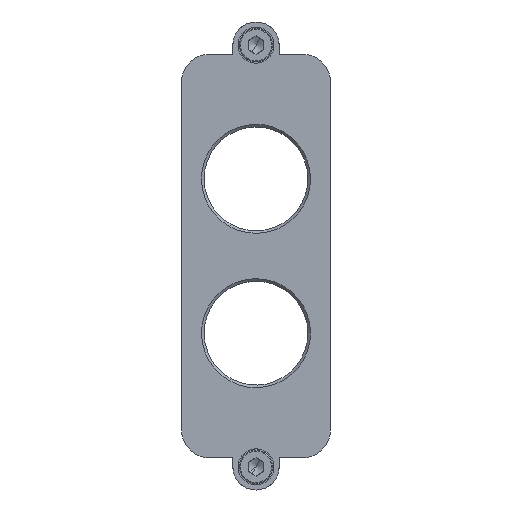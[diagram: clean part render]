
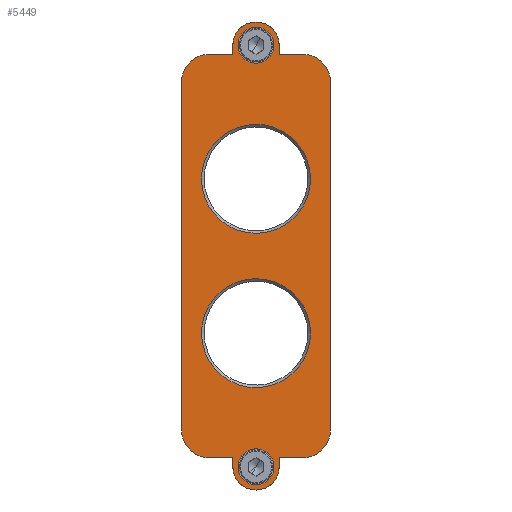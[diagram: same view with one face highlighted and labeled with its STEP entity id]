
A CAD part, top view. The second image highlights one B-rep face of the part: STEP entity #5449.
In plain terms, the highlighted planar face has unit normal (0, 0, 1).
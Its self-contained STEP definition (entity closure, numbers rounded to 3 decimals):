
#38=AXIS2_PLACEMENT_3D('Circle Axis2P3D',#36,#37,$) ;
#73=AXIS2_PLACEMENT_3D('Circle Axis2P3D',#71,#72,$) ;
#3102=AXIS2_PLACEMENT_3D('Circle Axis2P3D',#3100,#3101,$) ;
#3150=AXIS2_PLACEMENT_3D('Circle Axis2P3D',#3148,#3149,$) ;
#3224=AXIS2_PLACEMENT_3D('Circle Axis2P3D',#3222,#3223,$) ;
#3272=AXIS2_PLACEMENT_3D('Circle Axis2P3D',#3270,#3271,$) ;
#3392=AXIS2_PLACEMENT_3D('Circle Axis2P3D',#3390,#3391,$) ;
#3427=AXIS2_PLACEMENT_3D('Circle Axis2P3D',#3425,#3426,$) ;
#3462=AXIS2_PLACEMENT_3D('Circle Axis2P3D',#3460,#3461,$) ;
#3484=AXIS2_PLACEMENT_3D('Circle Axis2P3D',#3482,#3483,$) ;
#3519=AXIS2_PLACEMENT_3D('Circle Axis2P3D',#3517,#3518,$) ;
#3541=AXIS2_PLACEMENT_3D('Circle Axis2P3D',#3539,#3540,$) ;
#3576=AXIS2_PLACEMENT_3D('Circle Axis2P3D',#3574,#3575,$) ;
#4293=AXIS2_PLACEMENT_3D('Circle Axis2P3D',#4291,#4292,$) ;
#5413=AXIS2_PLACEMENT_3D('Plane Axis2P3D',#5410,#5411,#5412) ;
#36=CARTESIAN_POINT('Axis2P3D Location',(29.,61.,105.)) ;
#40=CARTESIAN_POINT('Vertex',(39.159,79.596,105.)) ;
#42=CARTESIAN_POINT('Vertex',(18.841,42.404,105.)) ;
#71=CARTESIAN_POINT('Axis2P3D Location',(29.,61.,105.)) ;
#3033=CARTESIAN_POINT('Vertex',(38.,173.,105.)) ;
#3038=CARTESIAN_POINT('Line Origine',(38.,171.25,105.)) ;
#3042=CARTESIAN_POINT('Vertex',(38.,169.5,105.)) ;
#3076=CARTESIAN_POINT('Line Origine',(42.5,169.5,105.)) ;
#3080=CARTESIAN_POINT('Vertex',(47.,169.5,105.)) ;
#3100=CARTESIAN_POINT('Axis2P3D Location',(47.,158.5,105.)) ;
#3104=CARTESIAN_POINT('Vertex',(58.,158.5,105.)) ;
#3124=CARTESIAN_POINT('Line Origine',(58.,91.,105.)) ;
#3128=CARTESIAN_POINT('Vertex',(58.,23.5,105.)) ;
#3148=CARTESIAN_POINT('Axis2P3D Location',(47.,23.5,105.)) ;
#3152=CARTESIAN_POINT('Vertex',(47.,12.5,105.)) ;
#3172=CARTESIAN_POINT('Line Origine',(42.5,12.5,105.)) ;
#3176=CARTESIAN_POINT('Vertex',(38.,12.5,105.)) ;
#3191=CARTESIAN_POINT('Line Origine',(15.5,12.5,105.)) ;
#3195=CARTESIAN_POINT('Vertex',(20.,12.5,105.)) ;
#3197=CARTESIAN_POINT('Vertex',(11.,12.5,105.)) ;
#3222=CARTESIAN_POINT('Axis2P3D Location',(11.,23.5,105.)) ;
#3226=CARTESIAN_POINT('Vertex',(0.,23.5,105.)) ;
#3246=CARTESIAN_POINT('Line Origine',(0.,91.,105.)) ;
#3250=CARTESIAN_POINT('Vertex',(0.,158.5,105.)) ;
#3270=CARTESIAN_POINT('Axis2P3D Location',(11.,158.5,105.)) ;
#3274=CARTESIAN_POINT('Vertex',(11.,169.5,105.)) ;
#3289=CARTESIAN_POINT('Line Origine',(15.5,169.5,105.)) ;
#3293=CARTESIAN_POINT('Vertex',(20.,169.5,105.)) ;
#3320=CARTESIAN_POINT('Line Origine',(20.,171.25,105.)) ;
#3324=CARTESIAN_POINT('Vertex',(20.,173.,105.)) ;
#3387=CARTESIAN_POINT('Vertex',(38.,9.,105.)) ;
#3390=CARTESIAN_POINT('Axis2P3D Location',(29.,9.,105.)) ;
#3394=CARTESIAN_POINT('Vertex',(20.,9.,105.)) ;
#3425=CARTESIAN_POINT('Axis2P3D Location',(29.,121.,105.)) ;
#3429=CARTESIAN_POINT('Vertex',(39.159,139.596,105.)) ;
#3431=CARTESIAN_POINT('Vertex',(18.841,102.404,105.)) ;
#3460=CARTESIAN_POINT('Axis2P3D Location',(29.,121.,105.)) ;
#3482=CARTESIAN_POINT('Axis2P3D Location',(29.,9.,105.)) ;
#3486=CARTESIAN_POINT('Vertex',(32.356,15.143,105.)) ;
#3488=CARTESIAN_POINT('Vertex',(25.644,2.857,105.)) ;
#3517=CARTESIAN_POINT('Axis2P3D Location',(29.,9.,105.)) ;
#3539=CARTESIAN_POINT('Axis2P3D Location',(29.,173.,105.)) ;
#3543=CARTESIAN_POINT('Vertex',(25.644,166.857,105.)) ;
#3545=CARTESIAN_POINT('Vertex',(32.356,179.143,105.)) ;
#3574=CARTESIAN_POINT('Axis2P3D Location',(29.,173.,105.)) ;
#4291=CARTESIAN_POINT('Axis2P3D Location',(29.,173.,105.)) ;
#4405=CARTESIAN_POINT('Line Origine',(20.,10.75,105.)) ;
#4495=CARTESIAN_POINT('Line Origine',(38.,10.75,105.)) ;
#5410=CARTESIAN_POINT('Axis2P3D Location',(29.,91.,105.)) ;
#37=DIRECTION('Axis2P3D Direction',(0.,0.,1.)) ;
#72=DIRECTION('Axis2P3D Direction',(0.,0.,1.)) ;
#3039=DIRECTION('Vector Direction',(0.,1.,0.)) ;
#3077=DIRECTION('Vector Direction',(1.,0.,0.)) ;
#3101=DIRECTION('Axis2P3D Direction',(0.,0.,-1.)) ;
#3125=DIRECTION('Vector Direction',(0.,1.,0.)) ;
#3149=DIRECTION('Axis2P3D Direction',(0.,0.,-1.)) ;
#3173=DIRECTION('Vector Direction',(-1.,0.,0.)) ;
#3192=DIRECTION('Vector Direction',(-1.,0.,0.)) ;
#3223=DIRECTION('Axis2P3D Direction',(0.,0.,-1.)) ;
#3247=DIRECTION('Vector Direction',(0.,-1.,0.)) ;
#3271=DIRECTION('Axis2P3D Direction',(0.,0.,-1.)) ;
#3290=DIRECTION('Vector Direction',(1.,0.,0.)) ;
#3321=DIRECTION('Vector Direction',(0.,-1.,0.)) ;
#3391=DIRECTION('Axis2P3D Direction',(0.,0.,-1.)) ;
#3426=DIRECTION('Axis2P3D Direction',(0.,0.,1.)) ;
#3461=DIRECTION('Axis2P3D Direction',(0.,0.,1.)) ;
#3483=DIRECTION('Axis2P3D Direction',(0.,0.,-1.)) ;
#3518=DIRECTION('Axis2P3D Direction',(0.,0.,-1.)) ;
#3540=DIRECTION('Axis2P3D Direction',(0.,0.,-1.)) ;
#3575=DIRECTION('Axis2P3D Direction',(0.,0.,-1.)) ;
#4292=DIRECTION('Axis2P3D Direction',(0.,0.,-1.)) ;
#4406=DIRECTION('Vector Direction',(0.,1.,0.)) ;
#4496=DIRECTION('Vector Direction',(0.,-1.,0.)) ;
#5411=DIRECTION('Axis2P3D Direction',(0.,0.,-1.)) ;
#5412=DIRECTION('Axis2P3D XDirection',(0.,1.,0.)) ;
#3040=VECTOR('Line Direction',#3039,1.) ;
#3078=VECTOR('Line Direction',#3077,1.) ;
#3126=VECTOR('Line Direction',#3125,1.) ;
#3174=VECTOR('Line Direction',#3173,1.) ;
#3193=VECTOR('Line Direction',#3192,1.) ;
#3248=VECTOR('Line Direction',#3247,1.) ;
#3291=VECTOR('Line Direction',#3290,1.) ;
#3322=VECTOR('Line Direction',#3321,1.) ;
#4407=VECTOR('Line Direction',#4406,1.) ;
#4497=VECTOR('Line Direction',#4496,1.) ;
#5416=ORIENTED_EDGE('',*,*,#4409,.T.) ;
#5417=ORIENTED_EDGE('',*,*,#3396,.T.) ;
#5418=ORIENTED_EDGE('',*,*,#4499,.T.) ;
#5419=ORIENTED_EDGE('',*,*,#3178,.F.) ;
#5420=ORIENTED_EDGE('',*,*,#3154,.F.) ;
#5421=ORIENTED_EDGE('',*,*,#3130,.F.) ;
#5422=ORIENTED_EDGE('',*,*,#3106,.F.) ;
#5423=ORIENTED_EDGE('',*,*,#3082,.F.) ;
#5424=ORIENTED_EDGE('',*,*,#3044,.F.) ;
#5425=ORIENTED_EDGE('',*,*,#4295,.F.) ;
#5426=ORIENTED_EDGE('',*,*,#3326,.F.) ;
#5427=ORIENTED_EDGE('',*,*,#3295,.F.) ;
#5428=ORIENTED_EDGE('',*,*,#3276,.F.) ;
#5429=ORIENTED_EDGE('',*,*,#3252,.F.) ;
#5430=ORIENTED_EDGE('',*,*,#3228,.F.) ;
#5431=ORIENTED_EDGE('',*,*,#3199,.F.) ;
#5434=ORIENTED_EDGE('',*,*,#44,.T.) ;
#5435=ORIENTED_EDGE('',*,*,#75,.T.) ;
#5438=ORIENTED_EDGE('',*,*,#3464,.T.) ;
#5439=ORIENTED_EDGE('',*,*,#3433,.T.) ;
#5442=ORIENTED_EDGE('',*,*,#3490,.T.) ;
#5443=ORIENTED_EDGE('',*,*,#3521,.T.) ;
#5446=ORIENTED_EDGE('',*,*,#3547,.T.) ;
#5447=ORIENTED_EDGE('',*,*,#3578,.T.) ;
#5436=FACE_BOUND('',#5433,.T.) ;
#5440=FACE_BOUND('',#5437,.T.) ;
#5444=FACE_BOUND('',#5441,.T.) ;
#5448=FACE_BOUND('',#5445,.T.) ;
#5449=ADVANCED_FACE('Hauptk\X2\00F6\X0\rper',(#5432,#5436,#5440,#5444,#5448),#5414,.F.) ;
#39=CIRCLE('generated circle',#38,21.19) ;
#74=CIRCLE('generated circle',#73,21.19) ;
#3103=CIRCLE('generated circle',#3102,11.) ;
#3151=CIRCLE('generated circle',#3150,11.) ;
#3225=CIRCLE('generated circle',#3224,11.) ;
#3273=CIRCLE('generated circle',#3272,11.) ;
#3393=CIRCLE('generated circle',#3392,9.) ;
#3428=CIRCLE('generated circle',#3427,21.19) ;
#3463=CIRCLE('generated circle',#3462,21.19) ;
#3485=CIRCLE('generated circle',#3484,7.) ;
#3520=CIRCLE('generated circle',#3519,7.) ;
#3542=CIRCLE('generated circle',#3541,7.) ;
#3577=CIRCLE('generated circle',#3576,7.) ;
#4294=CIRCLE('generated circle',#4293,9.) ;
#44=EDGE_CURVE('',#41,#43,#39,.F.) ;
#75=EDGE_CURVE('',#43,#41,#74,.F.) ;
#3044=EDGE_CURVE('',#3034,#3043,#3041,.F.) ;
#3082=EDGE_CURVE('',#3043,#3081,#3079,.T.) ;
#3106=EDGE_CURVE('',#3081,#3105,#3103,.T.) ;
#3130=EDGE_CURVE('',#3105,#3129,#3127,.F.) ;
#3154=EDGE_CURVE('',#3129,#3153,#3151,.T.) ;
#3178=EDGE_CURVE('',#3153,#3177,#3175,.T.) ;
#3199=EDGE_CURVE('',#3196,#3198,#3194,.T.) ;
#3228=EDGE_CURVE('',#3198,#3227,#3225,.T.) ;
#3252=EDGE_CURVE('',#3227,#3251,#3249,.F.) ;
#3276=EDGE_CURVE('',#3251,#3275,#3273,.T.) ;
#3295=EDGE_CURVE('',#3275,#3294,#3292,.T.) ;
#3326=EDGE_CURVE('',#3294,#3325,#3323,.F.) ;
#3396=EDGE_CURVE('',#3395,#3388,#3393,.F.) ;
#3433=EDGE_CURVE('',#3430,#3432,#3428,.F.) ;
#3464=EDGE_CURVE('',#3432,#3430,#3463,.F.) ;
#3490=EDGE_CURVE('',#3487,#3489,#3485,.T.) ;
#3521=EDGE_CURVE('',#3489,#3487,#3520,.T.) ;
#3547=EDGE_CURVE('',#3544,#3546,#3542,.T.) ;
#3578=EDGE_CURVE('',#3546,#3544,#3577,.T.) ;
#4295=EDGE_CURVE('',#3325,#3034,#4294,.T.) ;
#4409=EDGE_CURVE('',#3196,#3395,#4408,.F.) ;
#4499=EDGE_CURVE('',#3388,#3177,#4498,.F.) ;
#5415=EDGE_LOOP('',(#5416,#5417,#5418,#5419,#5420,#5421,#5422,#5423,#5424,#5425,#5426,#5427,#5428,#5429,#5430,#5431)) ;
#5433=EDGE_LOOP('',(#5434,#5435)) ;
#5437=EDGE_LOOP('',(#5438,#5439)) ;
#5441=EDGE_LOOP('',(#5442,#5443)) ;
#5445=EDGE_LOOP('',(#5446,#5447)) ;
#5432=FACE_OUTER_BOUND('',#5415,.T.) ;
#3041=LINE('Line',#3038,#3040) ;
#3079=LINE('Line',#3076,#3078) ;
#3127=LINE('Line',#3124,#3126) ;
#3175=LINE('Line',#3172,#3174) ;
#3194=LINE('Line',#3191,#3193) ;
#3249=LINE('Line',#3246,#3248) ;
#3292=LINE('Line',#3289,#3291) ;
#3323=LINE('Line',#3320,#3322) ;
#4408=LINE('Line',#4405,#4407) ;
#4498=LINE('Line',#4495,#4497) ;
#5414=PLANE('',#5413) ;
#41=VERTEX_POINT('',#40) ;
#43=VERTEX_POINT('',#42) ;
#3034=VERTEX_POINT('',#3033) ;
#3043=VERTEX_POINT('',#3042) ;
#3081=VERTEX_POINT('',#3080) ;
#3105=VERTEX_POINT('',#3104) ;
#3129=VERTEX_POINT('',#3128) ;
#3153=VERTEX_POINT('',#3152) ;
#3177=VERTEX_POINT('',#3176) ;
#3196=VERTEX_POINT('',#3195) ;
#3198=VERTEX_POINT('',#3197) ;
#3227=VERTEX_POINT('',#3226) ;
#3251=VERTEX_POINT('',#3250) ;
#3275=VERTEX_POINT('',#3274) ;
#3294=VERTEX_POINT('',#3293) ;
#3325=VERTEX_POINT('',#3324) ;
#3388=VERTEX_POINT('',#3387) ;
#3395=VERTEX_POINT('',#3394) ;
#3430=VERTEX_POINT('',#3429) ;
#3432=VERTEX_POINT('',#3431) ;
#3487=VERTEX_POINT('',#3486) ;
#3489=VERTEX_POINT('',#3488) ;
#3544=VERTEX_POINT('',#3543) ;
#3546=VERTEX_POINT('',#3545) ;
